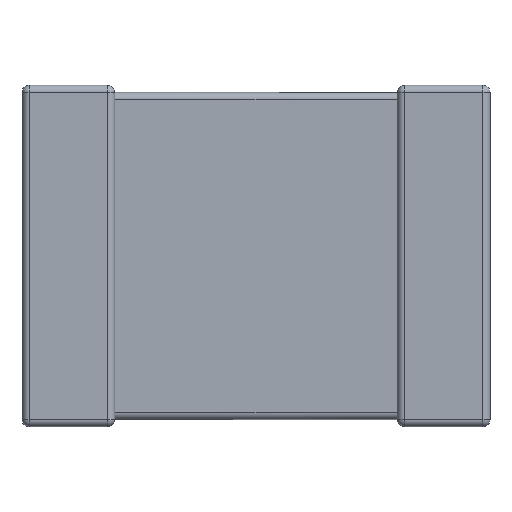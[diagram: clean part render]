
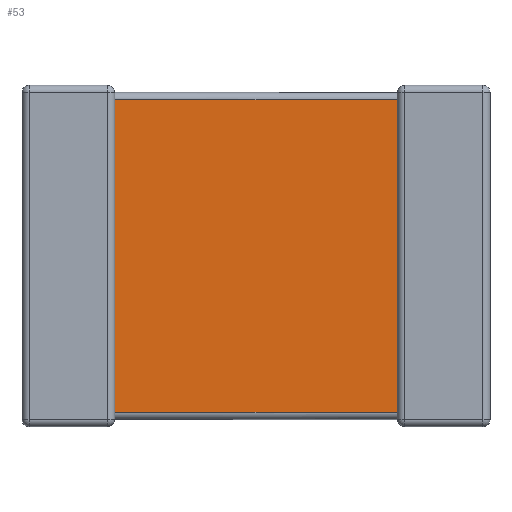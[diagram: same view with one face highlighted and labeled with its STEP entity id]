
A CAD part, front view. The second image highlights one B-rep face of the part: STEP entity #53.
In plain terms, the highlighted planar face has unit normal (0, -1, 0).
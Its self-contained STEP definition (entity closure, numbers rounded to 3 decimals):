
#53 = ADVANCED_FACE ( 'NONE', ( #4238 ), #915, .T. ) ;
#78 = VERTEX_POINT ( 'NONE', #3645 ) ;
#372 = LINE ( 'NONE', #1476, #1579 ) ;
#553 = CARTESIAN_POINT ( 'NONE',  ( 0.95, 0.073, -3.5 ) ) ;
#589 = DIRECTION ( 'NONE',  ( 0., -1., 0. ) ) ;
#598 = CARTESIAN_POINT ( 'NONE',  ( 3.85, 0.073, -3.354 ) ) ;
#842 = ORIENTED_EDGE ( 'NONE', *, *, #3787, .T. ) ;
#911 = CARTESIAN_POINT ( 'NONE',  ( 3.85, 0.073, -0.146 ) ) ;
#915 = PLANE ( 'NONE',  #4368 ) ;
#1052 = VERTEX_POINT ( 'NONE', #911 ) ;
#1057 = LINE ( 'NONE', #598, #3108 ) ;
#1330 = EDGE_CURVE ( 'NONE', #78, #4178, #3460, .T. ) ;
#1476 = CARTESIAN_POINT ( 'NONE',  ( 3.85, 0.073, -3.5 ) ) ;
#1579 = VECTOR ( 'NONE', #2251, 1000. ) ;
#1600 = ORIENTED_EDGE ( 'NONE', *, *, #3935, .T. ) ;
#2194 = LINE ( 'NONE', #2505, #2438 ) ;
#2202 = VERTEX_POINT ( 'NONE', #4189 ) ;
#2251 = DIRECTION ( 'NONE',  ( 0., 0., 1. ) ) ;
#2284 = VECTOR ( 'NONE', #3515, 1000. ) ;
#2438 = VECTOR ( 'NONE', #4400, 1000. ) ;
#2505 = CARTESIAN_POINT ( 'NONE',  ( 0.95, 0.073, -0.146 ) ) ;
#2692 = EDGE_LOOP ( 'NONE', ( #4354, #1600, #842, #4660 ) ) ;
#2830 = CARTESIAN_POINT ( 'NONE',  ( 0.95, 0.073, -3.5 ) ) ;
#2882 = DIRECTION ( 'NONE',  ( 1., 0., 0. ) ) ;
#3108 = VECTOR ( 'NONE', #2882, 1000. ) ;
#3460 = LINE ( 'NONE', #553, #2284 ) ;
#3515 = DIRECTION ( 'NONE',  ( 0., 0., 1. ) ) ;
#3522 = DIRECTION ( 'NONE',  ( 0., 0., -1. ) ) ;
#3645 = CARTESIAN_POINT ( 'NONE',  ( 0.95, 0.073, -3.354 ) ) ;
#3787 = EDGE_CURVE ( 'NONE', #2202, #1052, #372, .T. ) ;
#3935 = EDGE_CURVE ( 'NONE', #78, #2202, #1057, .T. ) ;
#4178 = VERTEX_POINT ( 'NONE', #4582 ) ;
#4189 = CARTESIAN_POINT ( 'NONE',  ( 3.85, 0.073, -3.354 ) ) ;
#4238 = FACE_OUTER_BOUND ( 'NONE', #2692, .T. ) ;
#4354 = ORIENTED_EDGE ( 'NONE', *, *, #1330, .F. ) ;
#4368 = AXIS2_PLACEMENT_3D ( 'NONE', #2830, #589, #3522 ) ;
#4400 = DIRECTION ( 'NONE',  ( -1., 0., 0. ) ) ;
#4582 = CARTESIAN_POINT ( 'NONE',  ( 0.95, 0.073, -0.146 ) ) ;
#4660 = ORIENTED_EDGE ( 'NONE', *, *, #4667, .T. ) ;
#4667 = EDGE_CURVE ( 'NONE', #1052, #4178, #2194, .T. ) ;
